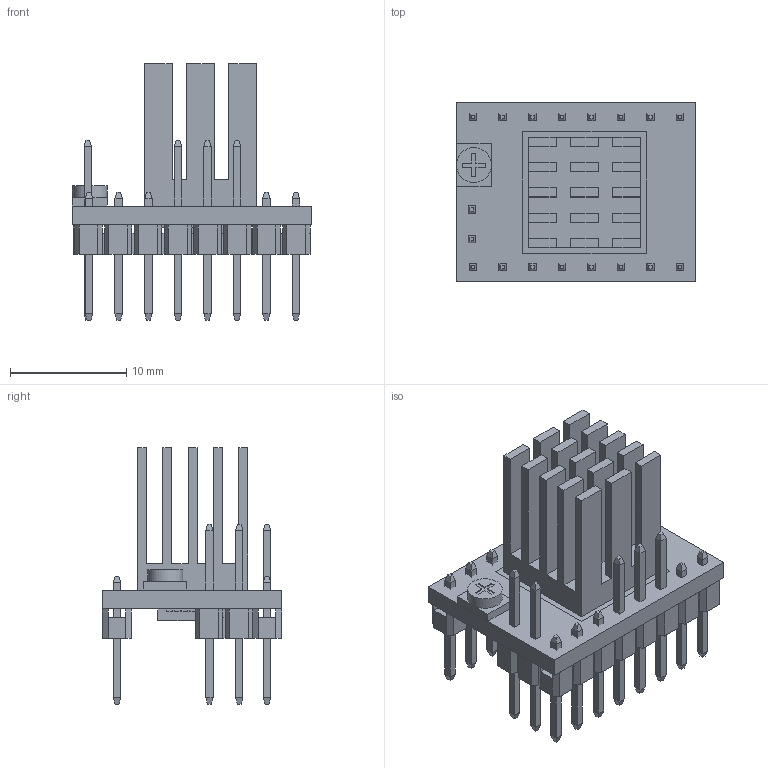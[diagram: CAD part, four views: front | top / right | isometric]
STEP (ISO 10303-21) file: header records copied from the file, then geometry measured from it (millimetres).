
FILE_DESCRIPTION(/* description */ (''),/* implementation_level */ '2;1');
FILE_NAME(/* name */ 'BTT TMC2208 TMC2209 UART Stepper Driver.step',/* time_stamp */ '2021-10-16T16:47:58-05:00',/* author */ (''),/* organization */ (''),/* preprocessor_version */ 'ST-DEVELOPER v18.1',/* originating_system */ 'Autodesk Translation Framework v10.10.0.1391',/* authorisation */ '');
FILE_SCHEMA (('AUTOMOTIVE_DESIGN { 1 0 10303 214 3 1 1 }'));
Length unit declared in the file: millimetre
Products named in the file (4): BTT TMC2208/2209 UART Stepper Driver; 8 Pin Header v0; 8 Pin Header v0(Mirror); PCB
Assembly tree (3 placements, depth 2):
  BTT TMC2208/2209 UART Stepper Driver
    8 Pin Header v0
    8 Pin Header v0(Mirror)
    PCB
Bounding box: 20.6 x 15.43 x 22.08 mm (x, y, z)
Volume: 1342.6 mm3; surface area: 3442.3 mm2
Topology: 59 solids, 59 shells, 855 faces, 1930 edges, 1212 vertices
Faces by surface type: plane 854, cylinder 1
Full cylindrical faces by diameter (mm): 3 x1
Entity records: 23536 total; most frequent: CARTESIAN_POINT 4004, ORIENTED_EDGE 3860, DIRECTION 3656, EDGE_CURVE 1930, LINE 1928, VECTOR 1928, VERTEX_POINT 1212, EDGE_LOOP 876
